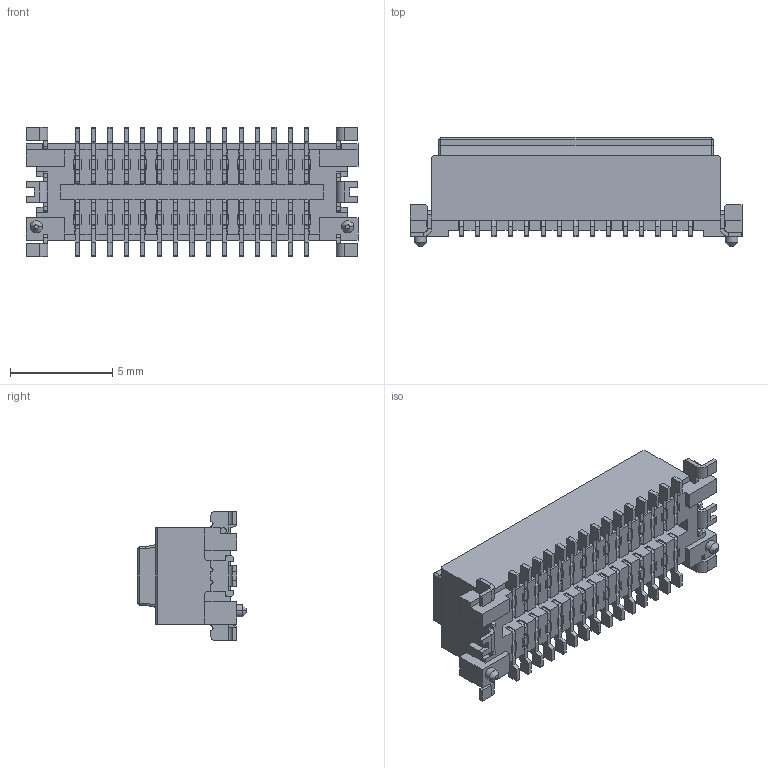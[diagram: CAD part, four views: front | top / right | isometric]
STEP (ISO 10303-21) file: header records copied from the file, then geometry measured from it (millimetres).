
FILE_DESCRIPTION(('FreeCAD Model'),'2;1');
FILE_NAME('ASM0001_ASM.step','2017-03-23T14:05:25',( 'kicad StepUp'),('ksu MCAD'),'Open CASCADE STEP processor 6.8', 'FreeCAD','Unknown');
FILE_SCHEMA(('AUTOMOTIVE_DESIGN_CC2 { 1 2 10303 214 -1 1 5 4 }'));
Products named in the file (1): ASM0001_ASM
Bounding box: 16.2 x 5.35 x 6.3 mm (x, y, z)
Volume: 207.7 mm3; surface area: 1008.1 mm2
Topology: 1 solids, 1 shells, 2273 faces, 7221 edges, 4654 vertices
Faces by surface type: plane 1939, cylinder 326, cone 8
Entity records: 78756 total; most frequent: ORIENTED_EDGE 14434, CARTESIAN_POINT 14193, DIRECTION 12405, EDGE_CURVE 7217, LINE 6561, VECTOR 6561, VERTEX_POINT 4658, AXIS2_PLACEMENT_3D 2922
